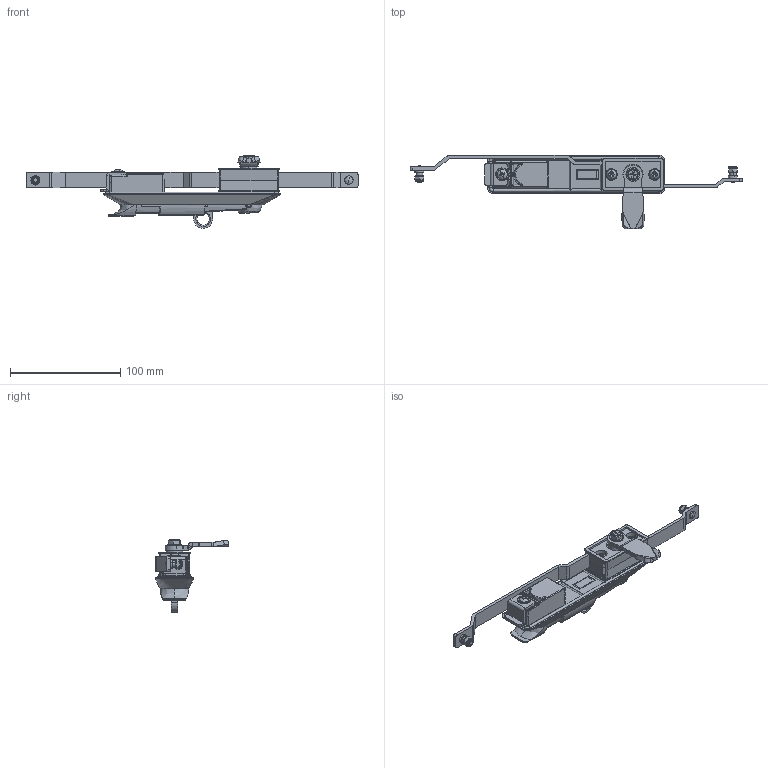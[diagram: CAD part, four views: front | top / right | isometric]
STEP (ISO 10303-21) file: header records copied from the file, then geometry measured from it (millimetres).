
FILE_DESCRIPTION (( 'STEP AP203' ), '1' );
FILE_NAME ('KI12.79.61.P.V.STEP', '2022-03-16T04:42:34', ( '' ), ( '' ), 'SwSTEP 2.0', 'SolidWorks 2021', '' );
FILE_SCHEMA (( 'CONFIG_CONTROL_DESIGN' ));
Length unit declared in the file: millimetre
Products named in the file (1): KI12.79.61.P.V
Bounding box: 300.76 x 66.81 x 65.9 mm (x, y, z)
Surface area: 52663.5 mm2 (no closed solid volume)
Topology: 0 solids, 30 shells, 651 faces, 2230 edges, 1553 vertices
Faces by surface type: plane 260, cylinder 175, bspline 133, torus 49, cone 28, sphere 6
Entity records: 35861 total; most frequent: CARTESIAN_POINT 19755, ORIENTED_EDGE 3634, DIRECTION 2366, EDGE_CURVE 2222, VERTEX_POINT 1553, B_SPLINE_CURVE_WITH_KNOTS 1020, AXIS2_PLACEMENT_3D 845, EDGE_LOOP 711
